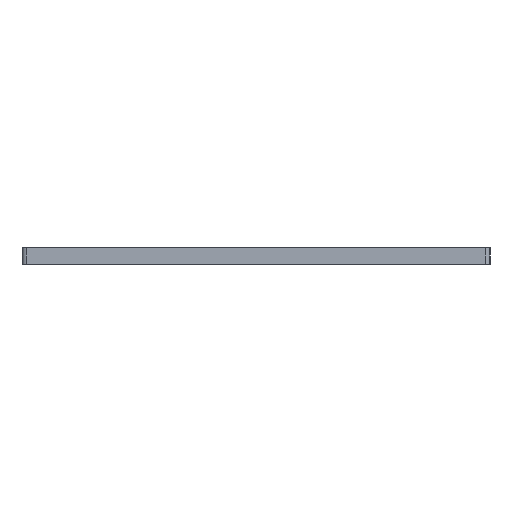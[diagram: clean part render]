
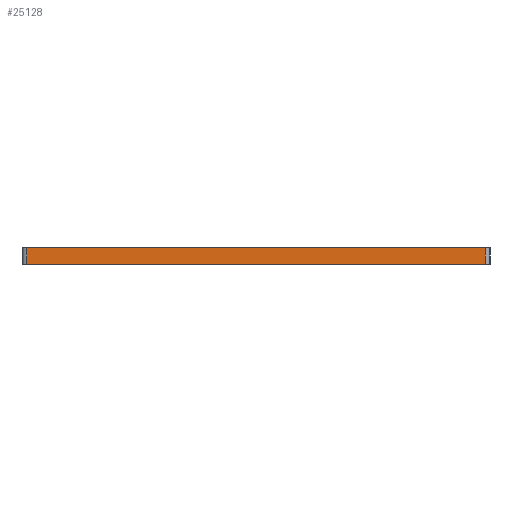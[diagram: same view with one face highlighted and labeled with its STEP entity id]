
A CAD part, left-side view. The second image highlights one B-rep face of the part: STEP entity #25128.
In plain terms, the highlighted planar face has unit normal (-1, 0, 0).
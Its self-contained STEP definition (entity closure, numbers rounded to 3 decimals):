
#44 = PLANE('',#45);
#45 = AXIS2_PLACEMENT_3D('',#46,#47,#48);
#46 = CARTESIAN_POINT('',(168.657,74.378,0.));
#47 = DIRECTION('',(0.,0.,1.));
#48 = DIRECTION('',(1.,0.,0.));
#100 = PLANE('',#101);
#101 = AXIS2_PLACEMENT_3D('',#102,#103,#104);
#102 = CARTESIAN_POINT('',(168.657,74.378,5.));
#103 = DIRECTION('',(0.,0.,1.));
#104 = DIRECTION('',(1.,0.,0.));
#195 = VERTEX_POINT('',#196);
#196 = CARTESIAN_POINT('',(3.47,143.421,0.));
#215 = CYLINDRICAL_SURFACE('',#216,1.5);
#216 = AXIS2_PLACEMENT_3D('',#217,#218,#219);
#217 = CARTESIAN_POINT('',(4.97,143.421,0.));
#218 = DIRECTION('',(0.,0.,1.));
#219 = DIRECTION('',(-1.,0.,0.));
#227 = EDGE_CURVE('',#228,#195,#230,.T.);
#228 = VERTEX_POINT('',#229);
#229 = CARTESIAN_POINT('',(3.47,4.921,0.));
#230 = SURFACE_CURVE('',#231,(#235,#242),.PCURVE_S1.);
#231 = LINE('',#232,#233);
#232 = CARTESIAN_POINT('',(3.47,3.421,0.));
#233 = VECTOR('',#234,1.);
#234 = DIRECTION('',(0.,1.,0.));
#235 = PCURVE('',#44,#236);
#236 = DEFINITIONAL_REPRESENTATION('',(#237),#241);
#237 = LINE('',#238,#239);
#238 = CARTESIAN_POINT('',(-165.186,-70.957));
#239 = VECTOR('',#240,1.);
#240 = DIRECTION('',(0.,1.));
#241 = ( GEOMETRIC_REPRESENTATION_CONTEXT(2) 
PARAMETRIC_REPRESENTATION_CONTEXT() REPRESENTATION_CONTEXT('2D SPACE',''
  ) );
#242 = PCURVE('',#243,#248);
#243 = PLANE('',#244);
#244 = AXIS2_PLACEMENT_3D('',#245,#246,#247);
#245 = CARTESIAN_POINT('',(3.47,3.421,0.));
#246 = DIRECTION('',(-1.,0.,0.));
#247 = DIRECTION('',(0.,1.,0.));
#248 = DEFINITIONAL_REPRESENTATION('',(#249),#253);
#249 = LINE('',#250,#251);
#250 = CARTESIAN_POINT('',(0.,0.));
#251 = VECTOR('',#252,1.);
#252 = DIRECTION('',(1.,0.));
#253 = ( GEOMETRIC_REPRESENTATION_CONTEXT(2) 
PARAMETRIC_REPRESENTATION_CONTEXT() REPRESENTATION_CONTEXT('2D SPACE',''
  ) );
#276 = CYLINDRICAL_SURFACE('',#277,1.5);
#277 = AXIS2_PLACEMENT_3D('',#278,#279,#280);
#278 = CARTESIAN_POINT('',(4.97,4.921,0.));
#279 = DIRECTION('',(0.,0.,1.));
#280 = DIRECTION('',(0.,-1.,0.));
#12458 = VERTEX_POINT('',#12459);
#12459 = CARTESIAN_POINT('',(3.47,143.421,5.));
#12485 = EDGE_CURVE('',#12486,#12458,#12488,.T.);
#12486 = VERTEX_POINT('',#12487);
#12487 = CARTESIAN_POINT('',(3.47,4.921,5.));
#12488 = SURFACE_CURVE('',#12489,(#12493,#12500),.PCURVE_S1.);
#12489 = LINE('',#12490,#12491);
#12490 = CARTESIAN_POINT('',(3.47,3.421,5.));
#12491 = VECTOR('',#12492,1.);
#12492 = DIRECTION('',(0.,1.,0.));
#12493 = PCURVE('',#100,#12494);
#12494 = DEFINITIONAL_REPRESENTATION('',(#12495),#12499);
#12495 = LINE('',#12496,#12497);
#12496 = CARTESIAN_POINT('',(-165.186,-70.957));
#12497 = VECTOR('',#12498,1.);
#12498 = DIRECTION('',(0.,1.));
#12499 = ( GEOMETRIC_REPRESENTATION_CONTEXT(2) 
PARAMETRIC_REPRESENTATION_CONTEXT() REPRESENTATION_CONTEXT('2D SPACE',''
  ) );
#12500 = PCURVE('',#243,#12501);
#12501 = DEFINITIONAL_REPRESENTATION('',(#12502),#12506);
#12502 = LINE('',#12503,#12504);
#12503 = CARTESIAN_POINT('',(0.,-5.));
#12504 = VECTOR('',#12505,1.);
#12505 = DIRECTION('',(1.,0.));
#12506 = ( GEOMETRIC_REPRESENTATION_CONTEXT(2) 
PARAMETRIC_REPRESENTATION_CONTEXT() REPRESENTATION_CONTEXT('2D SPACE',''
  ) );
#25081 = EDGE_CURVE('',#195,#12458,#25082,.T.);
#25082 = SURFACE_CURVE('',#25083,(#25087,#25094),.PCURVE_S1.);
#25083 = LINE('',#25084,#25085);
#25084 = CARTESIAN_POINT('',(3.47,143.421,0.));
#25085 = VECTOR('',#25086,1.);
#25086 = DIRECTION('',(0.,0.,1.));
#25087 = PCURVE('',#215,#25088);
#25088 = DEFINITIONAL_REPRESENTATION('',(#25089),#25093);
#25089 = LINE('',#25090,#25091);
#25090 = CARTESIAN_POINT('',(-0.,0.));
#25091 = VECTOR('',#25092,1.);
#25092 = DIRECTION('',(-0.,1.));
#25093 = ( GEOMETRIC_REPRESENTATION_CONTEXT(2) 
PARAMETRIC_REPRESENTATION_CONTEXT() REPRESENTATION_CONTEXT('2D SPACE',''
  ) );
#25094 = PCURVE('',#243,#25095);
#25095 = DEFINITIONAL_REPRESENTATION('',(#25096),#25100);
#25096 = LINE('',#25097,#25098);
#25097 = CARTESIAN_POINT('',(140.,0.));
#25098 = VECTOR('',#25099,1.);
#25099 = DIRECTION('',(0.,-1.));
#25100 = ( GEOMETRIC_REPRESENTATION_CONTEXT(2) 
PARAMETRIC_REPRESENTATION_CONTEXT() REPRESENTATION_CONTEXT('2D SPACE',''
  ) );
#25128 = ADVANCED_FACE('',(#25129),#243,.T.);
#25129 = FACE_BOUND('',#25130,.T.);
#25130 = EDGE_LOOP('',(#25131,#25132,#25153,#25154));
#25131 = ORIENTED_EDGE('',*,*,#227,.F.);
#25132 = ORIENTED_EDGE('',*,*,#25133,.T.);
#25133 = EDGE_CURVE('',#228,#12486,#25134,.T.);
#25134 = SURFACE_CURVE('',#25135,(#25139,#25146),.PCURVE_S1.);
#25135 = LINE('',#25136,#25137);
#25136 = CARTESIAN_POINT('',(3.47,4.921,0.));
#25137 = VECTOR('',#25138,1.);
#25138 = DIRECTION('',(0.,0.,1.));
#25139 = PCURVE('',#243,#25140);
#25140 = DEFINITIONAL_REPRESENTATION('',(#25141),#25145);
#25141 = LINE('',#25142,#25143);
#25142 = CARTESIAN_POINT('',(1.5,0.));
#25143 = VECTOR('',#25144,1.);
#25144 = DIRECTION('',(0.,-1.));
#25145 = ( GEOMETRIC_REPRESENTATION_CONTEXT(2) 
PARAMETRIC_REPRESENTATION_CONTEXT() REPRESENTATION_CONTEXT('2D SPACE',''
  ) );
#25146 = PCURVE('',#276,#25147);
#25147 = DEFINITIONAL_REPRESENTATION('',(#25148),#25152);
#25148 = LINE('',#25149,#25150);
#25149 = CARTESIAN_POINT('',(-1.571,0.));
#25150 = VECTOR('',#25151,1.);
#25151 = DIRECTION('',(-0.,1.));
#25152 = ( GEOMETRIC_REPRESENTATION_CONTEXT(2) 
PARAMETRIC_REPRESENTATION_CONTEXT() REPRESENTATION_CONTEXT('2D SPACE',''
  ) );
#25153 = ORIENTED_EDGE('',*,*,#12485,.T.);
#25154 = ORIENTED_EDGE('',*,*,#25081,.F.);
